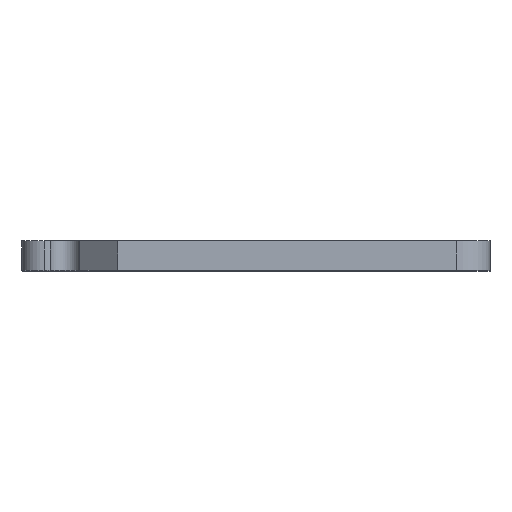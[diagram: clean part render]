
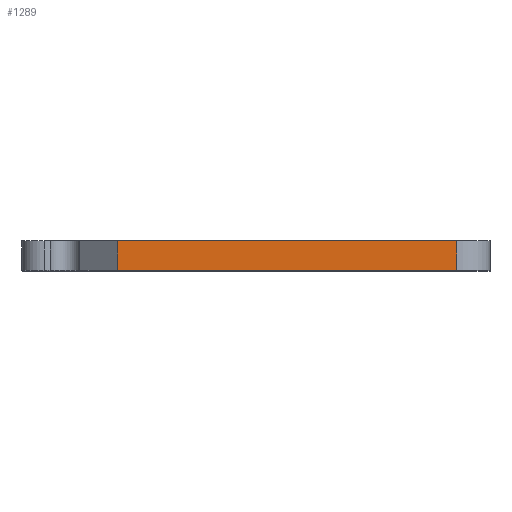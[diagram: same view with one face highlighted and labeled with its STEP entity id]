
A CAD part, top view. The second image highlights one B-rep face of the part: STEP entity #1289.
In plain terms, the highlighted planar face has unit normal (0, 0, 1).
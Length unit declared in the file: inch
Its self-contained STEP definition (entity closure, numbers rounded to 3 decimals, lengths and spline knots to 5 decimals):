
#30 = ORIENTED_EDGE ( 'NONE', *, *, #2344, .T. ) ;
#114 = DIRECTION ( 'NONE',  ( -1., 0., 0. ) ) ;
#126 = DIRECTION ( 'NONE',  ( 0., 0., -1. ) ) ;
#211 = PLANE ( 'NONE',  #2757 ) ;
#220 = ORIENTED_EDGE ( 'NONE', *, *, #1726, .T. ) ;
#240 = CARTESIAN_POINT ( 'NONE',  ( 0.645, 0.125, 1.1025 ) ) ;
#309 = DIRECTION ( 'NONE',  ( 1., 0., 0. ) ) ;
#327 = CARTESIAN_POINT ( 'NONE',  ( 0.645, 0., 1.1025 ) ) ;
#401 = LINE ( 'NONE', #2666, #1133 ) ;
#425 = CARTESIAN_POINT ( 'NONE',  ( -0.785, 0.125, 1.1025 ) ) ;
#459 = ORIENTED_EDGE ( 'NONE', *, *, #3082, .T. ) ;
#481 = LINE ( 'NONE', #3099, #3111 ) ;
#581 = DIRECTION ( 'NONE',  ( 0., -1., 0. ) ) ;
#641 = CARTESIAN_POINT ( 'NONE',  ( -0.785, 0., 1.1025 ) ) ;
#707 = VECTOR ( 'NONE', #581, 39.37008 ) ;
#852 = VECTOR ( 'NONE', #309, 39.37008 ) ;
#1133 = VECTOR ( 'NONE', #2644, 39.37008 ) ;
#1225 = ORIENTED_EDGE ( 'NONE', *, *, #3120, .F. ) ;
#1289 = ADVANCED_FACE ( 'NONE', ( #1705 ), #211, .F. ) ;
#1472 = CARTESIAN_POINT ( 'NONE',  ( -0.785, 0., 1.1025 ) ) ;
#1533 = LINE ( 'NONE', #641, #852 ) ;
#1569 = VERTEX_POINT ( 'NONE', #240 ) ;
#1653 = VERTEX_POINT ( 'NONE', #2998 ) ;
#1705 = FACE_OUTER_BOUND ( 'NONE', #2253, .T. ) ;
#1726 = EDGE_CURVE ( 'NONE', #2637, #2395, #1533, .T. ) ;
#2253 = EDGE_LOOP ( 'NONE', ( #220, #459, #1225, #30 ) ) ;
#2275 = LINE ( 'NONE', #2378, #707 ) ;
#2344 = EDGE_CURVE ( 'NONE', #1653, #2637, #2275, .T. ) ;
#2378 = CARTESIAN_POINT ( 'NONE',  ( -0.785, 0.125, 1.1025 ) ) ;
#2395 = VERTEX_POINT ( 'NONE', #327 ) ;
#2637 = VERTEX_POINT ( 'NONE', #1472 ) ;
#2644 = DIRECTION ( 'NONE',  ( 1., 0., 0. ) ) ;
#2666 = CARTESIAN_POINT ( 'NONE',  ( -0.785, 0.125, 1.1025 ) ) ;
#2757 = AXIS2_PLACEMENT_3D ( 'NONE', #425, #126, #114 ) ;
#2998 = CARTESIAN_POINT ( 'NONE',  ( -0.785, 0.125, 1.1025 ) ) ;
#3082 = EDGE_CURVE ( 'NONE', #2395, #1569, #481, .T. ) ;
#3099 = CARTESIAN_POINT ( 'NONE',  ( 0.645, 0.125, 1.1025 ) ) ;
#3108 = DIRECTION ( 'NONE',  ( 0., 1., 0. ) ) ;
#3111 = VECTOR ( 'NONE', #3108, 39.37008 ) ;
#3120 = EDGE_CURVE ( 'NONE', #1653, #1569, #401, .T. ) ;
